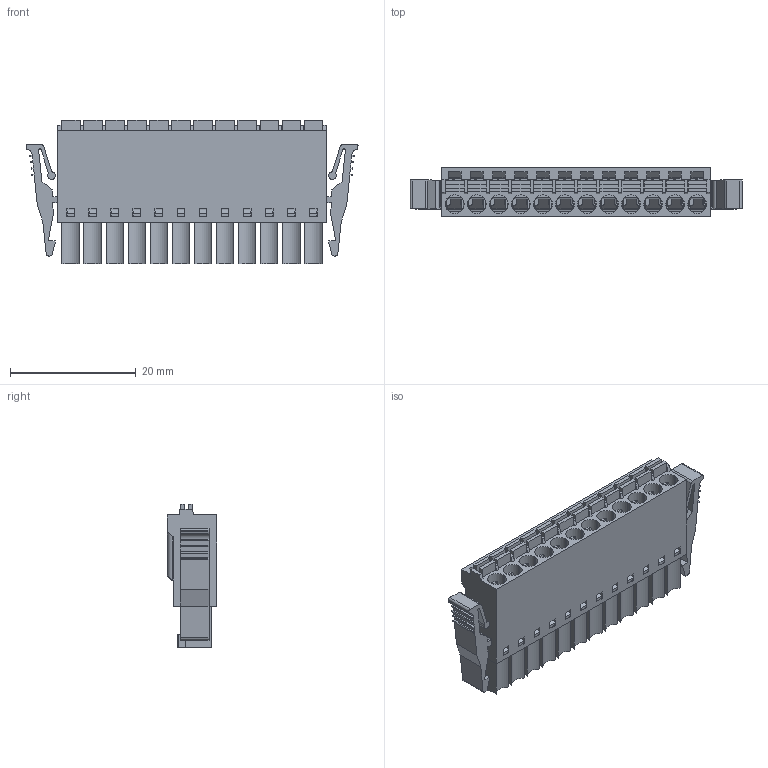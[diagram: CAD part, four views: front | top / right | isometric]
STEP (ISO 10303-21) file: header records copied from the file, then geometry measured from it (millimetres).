
FILE_DESCRIPTION( ( 'Unknown' ), '1' );
FILE_NAME( '691304130012.stp', 'Unknown', ( 'Unknown' ), ( 'Unknown' ), 'PSStep 18.0.17', 'Unknown', ' ' );
FILE_SCHEMA( ( 'AUTOMOTIVE_DESIGN { 1 0 10303 214 1 1 1 1 }' ) );
Length unit declared in the file: millimetre
Products named in the file (6): Assem1; 6913041300xx_Levier; 6913041300xx_Pin; 6913041300xx_Lamelle; 691304130012; 691304130012_Bas
Assembly tree (38 placements, depth 2):
  Assem1
    6913041300xx_Levier  x12
    6913041300xx_Pin  x12
    6913041300xx_Lamelle  x12
    691304130012
    691304130012_Bas
Bounding box: 52.7 x 7.8 x 22.8 mm (x, y, z)
Volume: 3633.4 mm3; surface area: 13049.7 mm2
Topology: 38 solids, 38 shells, 3516 faces, 9918 edges, 6480 vertices
Faces by surface type: plane 2730, cylinder 726, cone 60
Full cylindrical faces by diameter (mm): 1.2 x12
Entity records: 76909 total; most frequent: CARTESIAN_POINT 11811, ORIENTED_EDGE 10918, DIRECTION 9813, EDGE_CURVE 5459, LINE 4753, VECTOR 4753, VERTEX_POINT 3640, AXIS2_PLACEMENT_3D 2530
